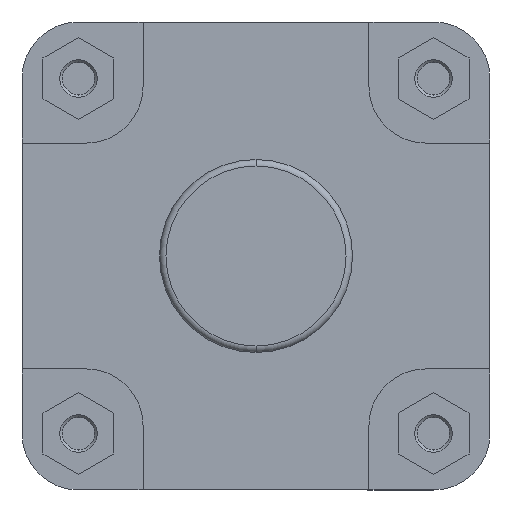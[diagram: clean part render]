
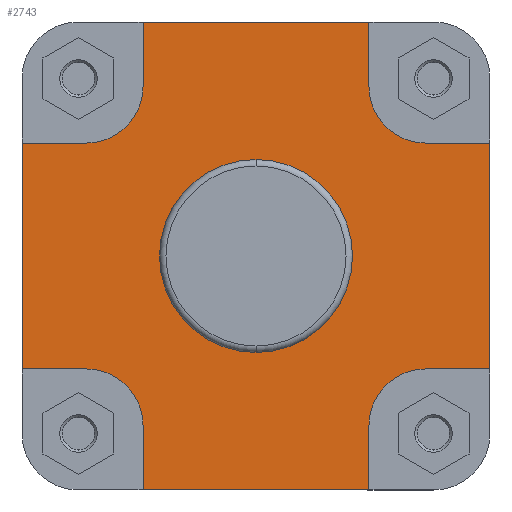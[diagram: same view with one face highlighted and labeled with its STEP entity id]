
A CAD part, left-side view. The second image highlights one B-rep face of the part: STEP entity #2743.
In plain terms, the highlighted planar face has unit normal (-1, 0, 0).
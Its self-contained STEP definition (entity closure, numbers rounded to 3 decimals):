
#114 = EDGE_LOOP ( 'NONE', ( #5505, #5504, #5503, #5502, #5501, #5500, #5499, #5498, #5497, #5496, #5495, #5494, #5493, #5492, #5491, #5490 ) ) ;
#186 = EDGE_LOOP ( 'NONE', ( #5507, #5506 ) ) ;
#387 = EDGE_CURVE ( 'NONE', #6392, #6398, #5882, .T. ) ;
#419 = EDGE_CURVE ( 'NONE', #7008, #7009, #5955, .T. ) ;
#433 = EDGE_CURVE ( 'NONE', #6377, #6392, #5974, .T. ) ;
#481 = EDGE_CURVE ( 'NONE', #6352, #6433, #6040, .T. ) ;
#497 = EDGE_CURVE ( 'NONE', #7009, #7008, #6073, .T. ) ;
#501 = EDGE_CURVE ( 'NONE', #6384, #6376, #6071, .T. ) ;
#503 = EDGE_CURVE ( 'NONE', #6376, #6375, #6079, .T. ) ;
#506 = EDGE_CURVE ( 'NONE', #6379, #6384, #6072, .T. ) ;
#509 = EDGE_CURVE ( 'NONE', #6378, #6377, #6090, .T. ) ;
#510 = EDGE_CURVE ( 'NONE', #6375, #6381, #6094, .T. ) ;
#512 = EDGE_CURVE ( 'NONE', #6380, #6379, #6098, .T. ) ;
#524 = EDGE_CURVE ( 'NONE', #6396, #6395, #6118, .T. ) ;
#527 = EDGE_CURVE ( 'NONE', #6381, #6372, #6115, .T. ) ;
#542 = EDGE_CURVE ( 'NONE', #6372, #6378, #6142, .T. ) ;
#543 = EDGE_CURVE ( 'NONE', #6397, #6396, #6148, .T. ) ;
#544 = EDGE_CURVE ( 'NONE', #6352, #6380, #6146, .T. ) ;
#576 = EDGE_CURVE ( 'NONE', #6397, #6398, #6202, .T. ) ;
#593 = EDGE_CURVE ( 'NONE', #6395, #6433, #6232, .T. ) ;
#857 = FACE_OUTER_BOUND ( 'NONE', #114, .T. ) ;
#864 = FACE_BOUND ( 'NONE', #186, .T. ) ;
#2200 = CARTESIAN_POINT ( 'NONE',  ( 46., 35., -72.5 ) ) ;
#2220 = CARTESIAN_POINT ( 'NONE',  ( 46., 35., 72.5 ) ) ;
#2223 = CARTESIAN_POINT ( 'NONE',  ( 46., 52.5, 35. ) ) ;
#2224 = CARTESIAN_POINT ( 'NONE',  ( 46., 72.5, 35. ) ) ;
#2225 = CARTESIAN_POINT ( 'NONE',  ( 46., -35., 52.5 ) ) ;
#2226 = CARTESIAN_POINT ( 'NONE',  ( 46., -35., 72.5 ) ) ;
#2227 = CARTESIAN_POINT ( 'NONE',  ( 46., 52.5, -35. ) ) ;
#2228 = CARTESIAN_POINT ( 'NONE',  ( 46., 35., -52.5 ) ) ;
#2229 = CARTESIAN_POINT ( 'NONE',  ( 46., 35., 52.5 ) ) ;
#2232 = CARTESIAN_POINT ( 'NONE',  ( 46., 72.5, -35. ) ) ;
#2240 = CARTESIAN_POINT ( 'NONE',  ( 46., -52.5, 35. ) ) ;
#2243 = CARTESIAN_POINT ( 'NONE',  ( 46., -35., -52.5 ) ) ;
#2244 = CARTESIAN_POINT ( 'NONE',  ( 46., -52.5, -35. ) ) ;
#2245 = CARTESIAN_POINT ( 'NONE',  ( 46., -72.5, -35. ) ) ;
#2246 = CARTESIAN_POINT ( 'NONE',  ( 46., -72.5, 35. ) ) ;
#2281 = CARTESIAN_POINT ( 'NONE',  ( 46., -35., -72.5 ) ) ;
#2462 = CARTESIAN_POINT ( 'NONE',  ( 46., 0., 29.9 ) ) ;
#2463 = CARTESIAN_POINT ( 'NONE',  ( 46., 0., -29.9 ) ) ;
#2743 = ADVANCED_FACE ( 'NONE', ( #864, #857 ), #4468, .F. ) ;
#3119 = AXIS2_PLACEMENT_3D ( 'NONE', #3614, #3618, #3619 ) ;
#3126 = AXIS2_PLACEMENT_3D ( 'NONE', #3650, #3651, #3652 ) ;
#3153 = AXIS2_PLACEMENT_3D ( 'NONE', #3816, #3818, #3819 ) ;
#3154 = AXIS2_PLACEMENT_3D ( 'NONE', #3852, #3853, #3854 ) ;
#3159 = AXIS2_PLACEMENT_3D ( 'NONE', #3847, #3848, #3849 ) ;
#3165 = AXIS2_PLACEMENT_3D ( 'NONE', #3880, #3881, #3882 ) ;
#3306 = AXIS2_PLACEMENT_3D ( 'NONE', #4457, #4469, #4470 ) ;
#3614 = CARTESIAN_POINT ( 'NONE',  ( 46., 0., 0. ) ) ;
#3618 = DIRECTION ( 'NONE',  ( -1., 0., 0. ) ) ;
#3619 = DIRECTION ( 'NONE',  ( 0., 0., 1. ) ) ;
#3650 = CARTESIAN_POINT ( 'NONE',  ( 46., -52.5, 52.5 ) ) ;
#3651 = DIRECTION ( 'NONE',  ( -1., 0., 0. ) ) ;
#3652 = DIRECTION ( 'NONE',  ( 0., 0., -1. ) ) ;
#3781 = CARTESIAN_POINT ( 'NONE',  ( 46., -159.641, -72.5 ) ) ;
#3782 = DIRECTION ( 'NONE',  ( 0., -1., 0. ) ) ;
#3816 = CARTESIAN_POINT ( 'NONE',  ( 46., 0., 0. ) ) ;
#3818 = DIRECTION ( 'NONE',  ( -1., 0., 0. ) ) ;
#3819 = DIRECTION ( 'NONE',  ( 0., 0., 1. ) ) ;
#3828 = CARTESIAN_POINT ( 'NONE',  ( 46., 72.5, 0. ) ) ;
#3829 = DIRECTION ( 'NONE',  ( 0., 0., 1. ) ) ;
#3832 = CARTESIAN_POINT ( 'NONE',  ( 46., 72.5, 35. ) ) ;
#3833 = DIRECTION ( 'NONE',  ( 0., -1., 0. ) ) ;
#3839 = CARTESIAN_POINT ( 'NONE',  ( 46., 52.5, -35. ) ) ;
#3840 = DIRECTION ( 'NONE',  ( 0., 1., 0. ) ) ;
#3845 = CARTESIAN_POINT ( 'NONE',  ( 46., -35., 72.5 ) ) ;
#3846 = DIRECTION ( 'NONE',  ( 0., 0., -1. ) ) ;
#3847 = CARTESIAN_POINT ( 'NONE',  ( 46., 52.5, 52.5 ) ) ;
#3848 = DIRECTION ( 'NONE',  ( -1., 0., 0. ) ) ;
#3849 = DIRECTION ( 'NONE',  ( 0., 0., -1. ) ) ;
#3852 = CARTESIAN_POINT ( 'NONE',  ( 46., 52.5, -52.5 ) ) ;
#3853 = DIRECTION ( 'NONE',  ( -1., 0., 0. ) ) ;
#3854 = DIRECTION ( 'NONE',  ( 0., 0., -1. ) ) ;
#3880 = CARTESIAN_POINT ( 'NONE',  ( 46., -52.5, -52.5 ) ) ;
#3881 = DIRECTION ( 'NONE',  ( -1., 0., 0. ) ) ;
#3882 = DIRECTION ( 'NONE',  ( 0., 0., -1. ) ) ;
#3887 = CARTESIAN_POINT ( 'NONE',  ( 46., 35., 52.5 ) ) ;
#3888 = DIRECTION ( 'NONE',  ( 0., 0., 1. ) ) ;
#3916 = CARTESIAN_POINT ( 'NONE',  ( 46., 35., -72.5 ) ) ;
#3922 = CARTESIAN_POINT ( 'NONE',  ( 46., -159.641, 72.5 ) ) ;
#3923 = DIRECTION ( 'NONE',  ( 0., -1., 0. ) ) ;
#3924 = CARTESIAN_POINT ( 'NONE',  ( 46., -72.5, -35. ) ) ;
#3925 = DIRECTION ( 'NONE',  ( 0., 1., 0. ) ) ;
#3927 = DIRECTION ( 'NONE',  ( 0., 0., 1. ) ) ;
#4001 = CARTESIAN_POINT ( 'NONE',  ( 46., -72.5, 0. ) ) ;
#4002 = DIRECTION ( 'NONE',  ( 0., 0., 1. ) ) ;
#4038 = CARTESIAN_POINT ( 'NONE',  ( 46., -35., -52.5 ) ) ;
#4039 = DIRECTION ( 'NONE',  ( 0., 0., -1. ) ) ;
#4457 = CARTESIAN_POINT ( 'NONE',  ( 46., 29.9, 0. ) ) ;
#4468 = PLANE ( 'NONE',  #3306 ) ;
#4469 = DIRECTION ( 'NONE',  ( 1., 0., 0. ) ) ;
#4470 = DIRECTION ( 'NONE',  ( 0., 0., -1. ) ) ;
#5490 = ORIENTED_EDGE ( 'NONE', *, *, #544, .F. ) ;
#5491 = ORIENTED_EDGE ( 'NONE', *, *, #512, .F. ) ;
#5492 = ORIENTED_EDGE ( 'NONE', *, *, #506, .F. ) ;
#5493 = ORIENTED_EDGE ( 'NONE', *, *, #501, .F. ) ;
#5494 = ORIENTED_EDGE ( 'NONE', *, *, #503, .F. ) ;
#5495 = ORIENTED_EDGE ( 'NONE', *, *, #510, .F. ) ;
#5496 = ORIENTED_EDGE ( 'NONE', *, *, #527, .F. ) ;
#5497 = ORIENTED_EDGE ( 'NONE', *, *, #542, .F. ) ;
#5498 = ORIENTED_EDGE ( 'NONE', *, *, #509, .F. ) ;
#5499 = ORIENTED_EDGE ( 'NONE', *, *, #433, .F. ) ;
#5500 = ORIENTED_EDGE ( 'NONE', *, *, #387, .F. ) ;
#5501 = ORIENTED_EDGE ( 'NONE', *, *, #576, .T. ) ;
#5502 = ORIENTED_EDGE ( 'NONE', *, *, #543, .F. ) ;
#5503 = ORIENTED_EDGE ( 'NONE', *, *, #524, .F. ) ;
#5504 = ORIENTED_EDGE ( 'NONE', *, *, #593, .F. ) ;
#5505 = ORIENTED_EDGE ( 'NONE', *, *, #481, .T. ) ;
#5506 = ORIENTED_EDGE ( 'NONE', *, *, #497, .F. ) ;
#5507 = ORIENTED_EDGE ( 'NONE', *, *, #419, .F. ) ;
#5882 = LINE ( 'NONE', #6870, #5898 ) ;
#5898 = VECTOR ( 'NONE', #6878, 1000. ) ;
#5955 = CIRCLE ( 'NONE', #3119, 29.9 ) ;
#5974 = CIRCLE ( 'NONE', #3126, 17.5 ) ;
#6035 = VECTOR ( 'NONE', #3782, 1000. ) ;
#6040 = LINE ( 'NONE', #3781, #6035 ) ;
#6071 = LINE ( 'NONE', #3828, #6074 ) ;
#6072 = LINE ( 'NONE', #3839, #6082 ) ;
#6073 = CIRCLE ( 'NONE', #3153, 29.9 ) ;
#6074 = VECTOR ( 'NONE', #3829, 1000. ) ;
#6079 = LINE ( 'NONE', #3832, #6080 ) ;
#6080 = VECTOR ( 'NONE', #3833, 1000. ) ;
#6082 = VECTOR ( 'NONE', #3840, 1000. ) ;
#6090 = LINE ( 'NONE', #3845, #6091 ) ;
#6091 = VECTOR ( 'NONE', #3846, 1000. ) ;
#6094 = CIRCLE ( 'NONE', #3159, 17.5 ) ;
#6098 = CIRCLE ( 'NONE', #3154, 17.5 ) ;
#6115 = LINE ( 'NONE', #3887, #6116 ) ;
#6116 = VECTOR ( 'NONE', #3888, 1000. ) ;
#6118 = CIRCLE ( 'NONE', #3165, 17.5 ) ;
#6140 = VECTOR ( 'NONE', #3923, 1000. ) ;
#6142 = LINE ( 'NONE', #3922, #6140 ) ;
#6146 = LINE ( 'NONE', #3916, #6150 ) ;
#6148 = LINE ( 'NONE', #3924, #6149 ) ;
#6149 = VECTOR ( 'NONE', #3925, 1000. ) ;
#6150 = VECTOR ( 'NONE', #3927, 1000. ) ;
#6202 = LINE ( 'NONE', #4001, #6203 ) ;
#6203 = VECTOR ( 'NONE', #4002, 1000. ) ;
#6232 = LINE ( 'NONE', #4038, #6233 ) ;
#6233 = VECTOR ( 'NONE', #4039, 1000. ) ;
#6352 = VERTEX_POINT ( 'NONE', #2200 ) ;
#6372 = VERTEX_POINT ( 'NONE', #2220 ) ;
#6375 = VERTEX_POINT ( 'NONE', #2223 ) ;
#6376 = VERTEX_POINT ( 'NONE', #2224 ) ;
#6377 = VERTEX_POINT ( 'NONE', #2225 ) ;
#6378 = VERTEX_POINT ( 'NONE', #2226 ) ;
#6379 = VERTEX_POINT ( 'NONE', #2227 ) ;
#6380 = VERTEX_POINT ( 'NONE', #2228 ) ;
#6381 = VERTEX_POINT ( 'NONE', #2229 ) ;
#6384 = VERTEX_POINT ( 'NONE', #2232 ) ;
#6392 = VERTEX_POINT ( 'NONE', #2240 ) ;
#6395 = VERTEX_POINT ( 'NONE', #2243 ) ;
#6396 = VERTEX_POINT ( 'NONE', #2244 ) ;
#6397 = VERTEX_POINT ( 'NONE', #2245 ) ;
#6398 = VERTEX_POINT ( 'NONE', #2246 ) ;
#6433 = VERTEX_POINT ( 'NONE', #2281 ) ;
#6870 = CARTESIAN_POINT ( 'NONE',  ( 46., -52.5, 35. ) ) ;
#6878 = DIRECTION ( 'NONE',  ( 0., -1., 0. ) ) ;
#7008 = VERTEX_POINT ( 'NONE', #2462 ) ;
#7009 = VERTEX_POINT ( 'NONE', #2463 ) ;
